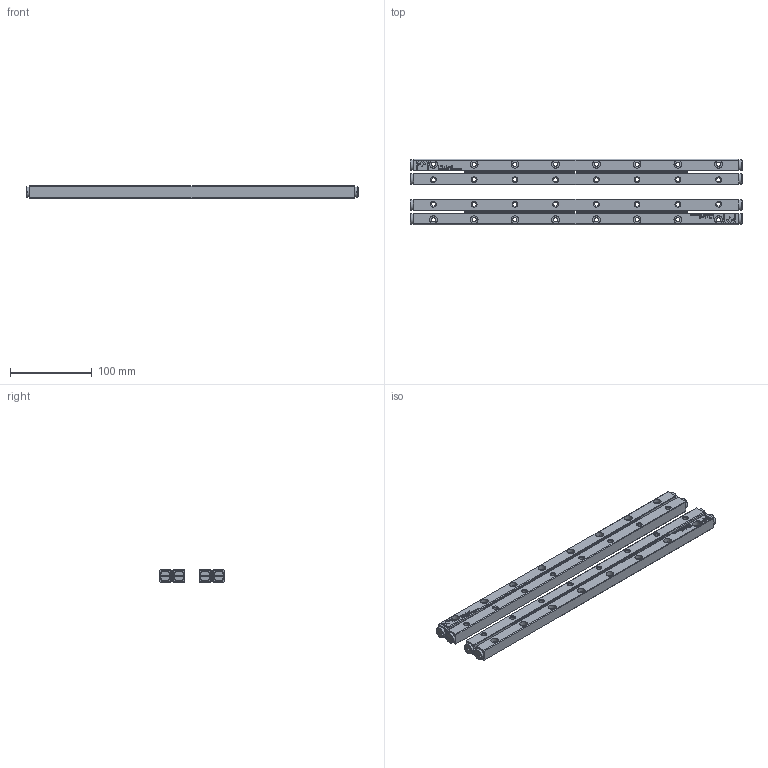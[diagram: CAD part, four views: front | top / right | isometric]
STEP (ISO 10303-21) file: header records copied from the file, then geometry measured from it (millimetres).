
FILE_DESCRIPTION(/* description */ (''),/* implementation_level */ '2;1');
FILE_NAME(/* name */ 'Set RSD-6400x30AA_stp.stp',/* time_stamp */ '2025-02-24T11:23:50+01:00',/* author */ (''),/* organization */ (''),/* preprocessor_version */ 'ST-DEVELOPER v16.7',/* originating_system */ 'SIEMENS PLM Software NX 12.0',/* authorisation */ '');
FILE_SCHEMA (('AUTOMOTIVE_DESIGN { 1 0 10303 214 3 1 1 1 }'));
Products named in the file (1): Set RSD-6400x30AA_stp
Bounding box: 407.4 x 80 x 15 mm (x, y, z)
Volume: 317816.6 mm3; surface area: 133883.6 mm2
Topology: 74 solids, 74 shells, 3636 faces, 9376 edges, 6060 vertices
Faces by surface type: plane 2080, cylinder 996, bspline 360, cone 200
Full cylindrical faces by diameter (mm): 4.3 x8, 5 x8, 5.2 x40, 6 x60, 9.5 x32, 13 x8
Entity records: 118280 total; most frequent: CARTESIAN_POINT 23669, ORIENTED_EDGE 17840, DIRECTION 16890, EDGE_CURVE 8920, VERTEX_POINT 5952, LINE 5936, VECTOR 5936, AXIS2_PLACEMENT_3D 5477
